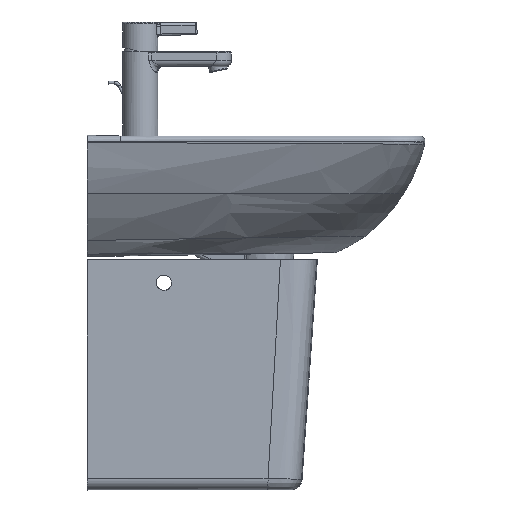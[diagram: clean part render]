
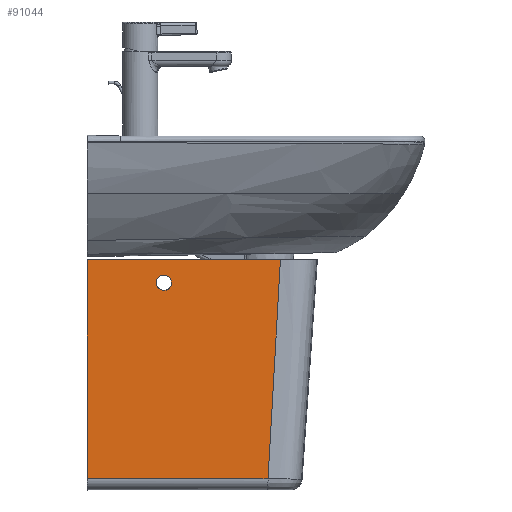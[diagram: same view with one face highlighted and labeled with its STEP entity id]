
A CAD part, front view. The second image highlights one B-rep face of the part: STEP entity #91044.
In plain terms, the highlighted planar face has unit normal (0.037, -0.999, -0.013).
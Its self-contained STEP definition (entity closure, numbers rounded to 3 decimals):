
#85611=CARTESIAN_POINT('',(235.68,-72.625,-285.196));
#85612=VERTEX_POINT('',#85611);
#85679=CARTESIAN_POINT('',(0.,-81.267,-285.196));
#85680=VERTEX_POINT('',#85679);
#85681=CARTESIAN_POINT('',(0.,-81.267,-285.196));
#85682=DIRECTION('',(0.999,0.037,0.));
#85683=VECTOR('',#85682,235.839);
#85684=LINE('',#85681,#85683);
#85685=EDGE_CURVE('',#85680,#85612,#85684,.T.);
#85779=CARTESIAN_POINT('',(251.831,-75.766,0.));
#85780=VERTEX_POINT('',#85779);
#85781=CARTESIAN_POINT('',(251.831,-75.766,0.));
#85782=DIRECTION('',(-0.057,0.011,-0.998));
#85783=VECTOR('',#85782,285.67);
#85784=LINE('',#85781,#85783);
#85785=EDGE_CURVE('',#85780,#85612,#85784,.T.);
#89576=CARTESIAN_POINT('',(0.,-85.,0.));
#89577=VERTEX_POINT('',#89576);
#89578=CARTESIAN_POINT('',(0.0,-81.267,-285.196));
#89579=DIRECTION('',(0.0,-0.013,1.));
#89580=VECTOR('',#89579,285.221);
#89581=LINE('',#89578,#89580);
#89582=EDGE_CURVE('',#85680,#89577,#89581,.T.);
#89608=CARTESIAN_POINT('',(251.831,-75.766,0.0));
#89609=DIRECTION('',(-0.999,-0.037,0.0));
#89610=VECTOR('',#89609,252.);
#89611=LINE('',#89608,#89610);
#89612=EDGE_CURVE('',#85780,#89577,#89611,.T.);
#91022=CARTESIAN_POINT('',(117.142,-78.741,-150.));
#91023=DIRECTION('',(0.037,-0.999,-0.013));
#91024=DIRECTION('',(0.0,0.013,-1.));
#91025=AXIS2_PLACEMENT_3D('',#91022,#91023,#91024);
#91026=PLANE('',#91025);
#91027=ORIENTED_EDGE('',*,*,#89582,.F.);
#91028=ORIENTED_EDGE('',*,*,#85685,.T.);
#91029=ORIENTED_EDGE('',*,*,#85785,.F.);
#91030=ORIENTED_EDGE('',*,*,#89612,.T.);
#91031=EDGE_LOOP('',(#91027,#91028,#91029,#91030));
#91032=FACE_OUTER_BOUND('',#91031,.T.);
#91033=CARTESIAN_POINT('',(90.0,-81.307,-30.0));
#91034=VERTEX_POINT('',#91033);
#91035=CARTESIAN_POINT('',(100.0,-80.94,-30.0));
#91036=DIRECTION('',(-0.037,0.999,0.013));
#91037=DIRECTION('',(-0.941,-0.039,0.336));
#91038=AXIS2_PLACEMENT_3D('',#91035,#91036,#91037);
#91039=ELLIPSE('',#91038,10.008,10.0);
#91040=EDGE_CURVE('',#91034,#91034,#91039,.T.);
#91041=ORIENTED_EDGE('',*,*,#91040,.T.);
#91042=EDGE_LOOP('',(#91041));
#91043=FACE_BOUND('',#91042,.T.);
#91044=ADVANCED_FACE('',(#91032,#91043),#91026,.T.);
